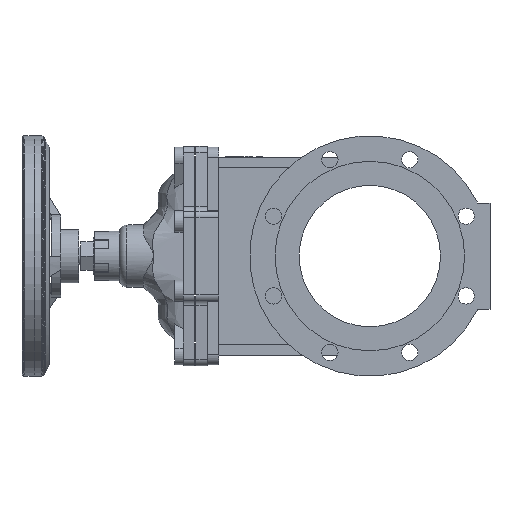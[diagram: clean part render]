
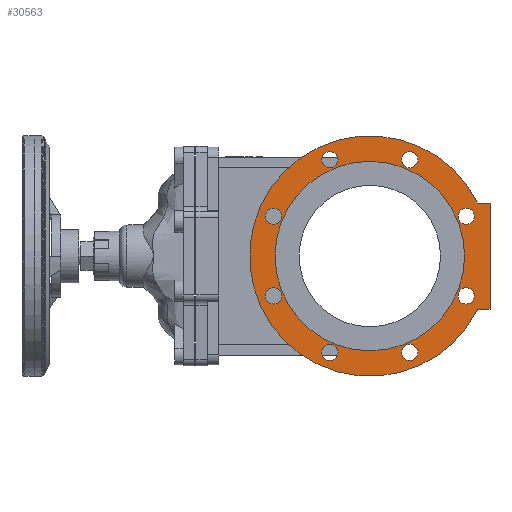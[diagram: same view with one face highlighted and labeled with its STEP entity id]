
A CAD part, left-side view. The second image highlights one B-rep face of the part: STEP entity #30563.
In plain terms, the highlighted planar face has unit normal (-1, 0, 0).
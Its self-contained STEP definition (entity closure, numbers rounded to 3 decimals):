
#30563=ADVANCED_FACE('',(#56997,#56999,#57001,#57003,#57005,#57007,#57009,#57011,
#57013,#57015),#57017,.T.);
#56997=FACE_BOUND('',#56998,.T.);
#56998=EDGE_LOOP('',(#92896,#92897,#92898,#92899));
#56999=FACE_BOUND('',#57000,.T.);
#57000=EDGE_LOOP('',(#92900));
#57001=FACE_BOUND('',#57002,.T.);
#57002=EDGE_LOOP('',(#92901));
#57003=FACE_BOUND('',#57004,.T.);
#57004=EDGE_LOOP('',(#92902));
#57005=FACE_BOUND('',#57006,.T.);
#57006=EDGE_LOOP('',(#92903));
#57007=FACE_BOUND('',#57008,.T.);
#57008=EDGE_LOOP('',(#92904));
#57009=FACE_BOUND('',#57010,.T.);
#57010=EDGE_LOOP('',(#92905));
#57011=FACE_BOUND('',#57012,.T.);
#57012=EDGE_LOOP('',(#92906));
#57013=FACE_BOUND('',#57014,.T.);
#57014=EDGE_LOOP('',(#92907));
#57015=FACE_BOUND('',#57016,.T.);
#57016=EDGE_LOOP('',(#92908,#92909));
#57017=PLANE('',#57018);
#57018=AXIS2_PLACEMENT_3D('',#57019,#57020,#57021);
#57019=CARTESIAN_POINT('',(3338.884,1448.776,-11122.938));
#57020=DIRECTION('',(-1.,0.,0.));
#57021=DIRECTION('',(0.,1.,0.));
#92896=ORIENTED_EDGE('',*,*,#104211,.F.);
#92897=ORIENTED_EDGE('',*,*,#104220,.F.);
#92898=ORIENTED_EDGE('',*,*,#104217,.F.);
#92899=ORIENTED_EDGE('',*,*,#104214,.F.);
#92900=ORIENTED_EDGE('',*,*,#104194,.F.);
#92901=ORIENTED_EDGE('',*,*,#104196,.F.);
#92902=ORIENTED_EDGE('',*,*,#104198,.F.);
#92903=ORIENTED_EDGE('',*,*,#104200,.F.);
#92904=ORIENTED_EDGE('',*,*,#104202,.F.);
#92905=ORIENTED_EDGE('',*,*,#104204,.F.);
#92906=ORIENTED_EDGE('',*,*,#104206,.F.);
#92907=ORIENTED_EDGE('',*,*,#104192,.F.);
#92908=ORIENTED_EDGE('',*,*,#104221,.T.);
#92909=ORIENTED_EDGE('',*,*,#104222,.T.);
#104192=EDGE_CURVE('',#121482,#121482,#121483,.T.);
#104194=EDGE_CURVE('',#121486,#121486,#121487,.T.);
#104196=EDGE_CURVE('',#121490,#121490,#121491,.T.);
#104198=EDGE_CURVE('',#121494,#121494,#121495,.T.);
#104200=EDGE_CURVE('',#121498,#121498,#121499,.T.);
#104202=EDGE_CURVE('',#121502,#121502,#121503,.T.);
#104204=EDGE_CURVE('',#121506,#121506,#121507,.T.);
#104206=EDGE_CURVE('',#121510,#121510,#121511,.T.);
#104211=EDGE_CURVE('',#121519,#121521,#121522,.T.);
#104214=EDGE_CURVE('',#121521,#121526,#121527,.T.);
#104217=EDGE_CURVE('',#121526,#121531,#121532,.T.);
#104220=EDGE_CURVE('',#121531,#121519,#121535,.T.);
#104221=EDGE_CURVE('',#121536,#121537,#121538,.T.);
#104222=EDGE_CURVE('',#121537,#121536,#121539,.T.);
#121482=VERTEX_POINT('',#159249);
#121483=CIRCLE('',#159250,11.5);
#121486=VERTEX_POINT('',#159259);
#121487=CIRCLE('',#159260,11.5);
#121490=VERTEX_POINT('',#159269);
#121491=CIRCLE('',#159270,11.5);
#121494=VERTEX_POINT('',#159279);
#121495=CIRCLE('',#159280,11.5);
#121498=VERTEX_POINT('',#159289);
#121499=CIRCLE('',#159290,11.5);
#121502=VERTEX_POINT('',#159299);
#121503=CIRCLE('',#159300,11.5);
#121506=VERTEX_POINT('',#159309);
#121507=CIRCLE('',#159310,11.5);
#121510=VERTEX_POINT('',#159319);
#121511=CIRCLE('',#159320,11.5);
#121519=VERTEX_POINT('',#159339);
#121521=VERTEX_POINT('',#159343);
#121522=LINE('',#159344,#159345);
#121526=VERTEX_POINT('',#159354);
#121527=LINE('',#159355,#159356);
#121531=VERTEX_POINT('',#159366);
#121532=CIRCLE('',#159367,170.);
#121535=LINE('',#159377,#159378);
#121536=VERTEX_POINT('',#159380);
#121537=VERTEX_POINT('',#159381);
#121538=CIRCLE('',#159382,134.);
#121539=CIRCLE('',#159386,134.);
#159249=CARTESIAN_POINT('',(3338.884,1727.04,-11093.039));
#159250=AXIS2_PLACEMENT_3D('',#159251,#159252,#159253);
#159251=CARTESIAN_POINT('',(3338.884,1727.04,-11104.539));
#159252=DIRECTION('',(-1.,0.,0.));
#159253=DIRECTION('',(0.,0.,1.));
#159259=CARTESIAN_POINT('',(3338.884,1534.322,-11013.213));
#159260=AXIS2_PLACEMENT_3D('',#159261,#159262,#159263);
#159261=CARTESIAN_POINT('',(3338.884,1534.322,-11024.713));
#159262=DIRECTION('',(-1.,0.,0.));
#159263=DIRECTION('',(0.,0.,1.));
#159269=CARTESIAN_POINT('',(3338.884,1454.495,-11205.931));
#159270=AXIS2_PLACEMENT_3D('',#159271,#159272,#159273);
#159271=CARTESIAN_POINT('',(3338.884,1454.495,-11217.431));
#159272=DIRECTION('',(-1.,0.,0.));
#159273=DIRECTION('',(0.,0.,1.));
#159279=CARTESIAN_POINT('',(3338.884,1647.213,-11285.757));
#159280=AXIS2_PLACEMENT_3D('',#159281,#159282,#159283);
#159281=CARTESIAN_POINT('',(3338.884,1647.213,-11297.257));
#159282=DIRECTION('',(-1.,0.,0.));
#159283=DIRECTION('',(0.,0.,1.));
#159289=CARTESIAN_POINT('',(3338.884,1534.322,-11285.757));
#159290=AXIS2_PLACEMENT_3D('',#159291,#159292,#159293);
#159291=CARTESIAN_POINT('',(3338.884,1534.322,-11297.257));
#159292=DIRECTION('',(-1.,0.,0.));
#159293=DIRECTION('',(0.,0.,1.));
#159299=CARTESIAN_POINT('',(3338.884,1454.495,-11093.039));
#159300=AXIS2_PLACEMENT_3D('',#159301,#159302,#159303);
#159301=CARTESIAN_POINT('',(3338.884,1454.495,-11104.539));
#159302=DIRECTION('',(-1.,0.,0.));
#159303=DIRECTION('',(0.,0.,1.));
#159309=CARTESIAN_POINT('',(3338.884,1647.213,-11013.213));
#159310=AXIS2_PLACEMENT_3D('',#159311,#159312,#159313);
#159311=CARTESIAN_POINT('',(3338.884,1647.213,-11024.713));
#159312=DIRECTION('',(-1.,0.,0.));
#159313=DIRECTION('',(0.,0.,1.));
#159319=CARTESIAN_POINT('',(3338.884,1727.04,-11205.931));
#159320=AXIS2_PLACEMENT_3D('',#159321,#159322,#159323);
#159321=CARTESIAN_POINT('',(3338.884,1727.04,-11217.431));
#159322=DIRECTION('',(-1.,0.,0.));
#159323=DIRECTION('',(0.,0.,1.));
#159339=CARTESIAN_POINT('',(3338.884,1420.768,-11085.985));
#159343=CARTESIAN_POINT('',(3338.884,1420.768,-11235.985));
#159344=CARTESIAN_POINT('',(3338.884,1420.768,-11085.985));
#159345=VECTOR('',#159346,1.);
#159346=DIRECTION('',(0.,0.,-1.));
#159354=CARTESIAN_POINT('',(3338.884,1438.206,-11235.985));
#159355=CARTESIAN_POINT('',(3338.884,1420.768,-11235.985));
#159356=VECTOR('',#159357,1.);
#159357=DIRECTION('',(0.,1.,0.));
#159366=CARTESIAN_POINT('',(3338.884,1438.206,-11085.985));
#159367=AXIS2_PLACEMENT_3D('',#159368,#159369,#159370);
#159368=CARTESIAN_POINT('',(3338.884,1590.768,-11160.985));
#159369=DIRECTION('',(1.,0.,0.));
#159370=DIRECTION('',(0.,-0.897,-0.441));
#159377=CARTESIAN_POINT('',(3338.884,1438.206,-11085.985));
#159378=VECTOR('',#159379,1.);
#159379=DIRECTION('',(0.,-1.,0.));
#159380=CARTESIAN_POINT('',(3338.884,1590.768,-11294.985));
#159381=CARTESIAN_POINT('',(3338.884,1590.768,-11026.985));
#159382=AXIS2_PLACEMENT_3D('',#159383,#159384,#159385);
#159383=CARTESIAN_POINT('',(3338.884,1590.768,-11160.985));
#159384=DIRECTION('',(1.,0.,0.));
#159385=DIRECTION('',(0.,0.,-1.));
#159386=AXIS2_PLACEMENT_3D('',#159387,#159388,#159389);
#159387=CARTESIAN_POINT('',(3338.884,1590.768,-11160.985));
#159388=DIRECTION('',(1.,0.,0.));
#159389=DIRECTION('',(0.,0.,1.));
